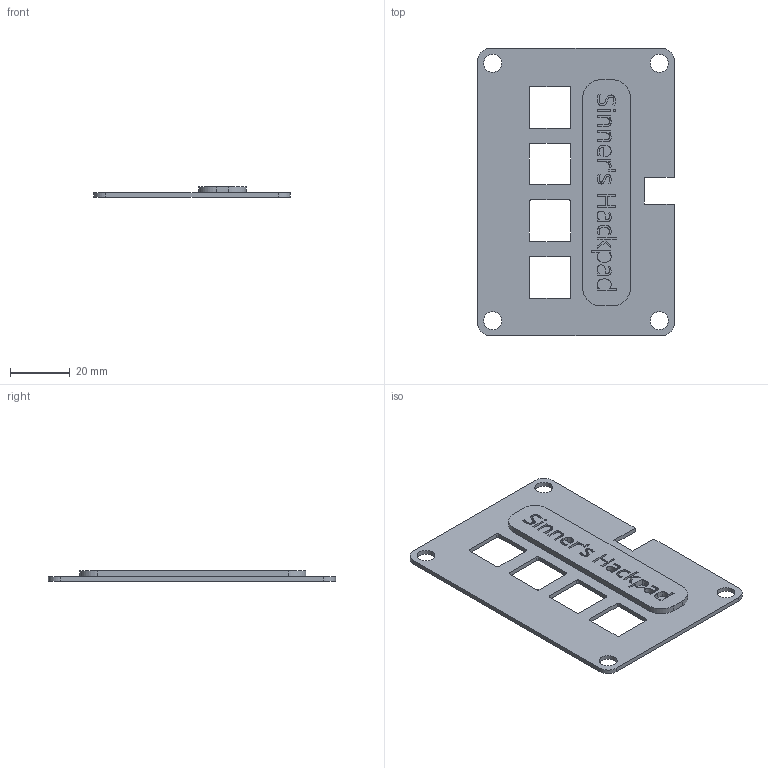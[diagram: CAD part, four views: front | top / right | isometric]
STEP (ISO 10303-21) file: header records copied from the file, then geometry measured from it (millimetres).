
FILE_DESCRIPTION(/* description */ ('STEP AP242','CAx-IF Rec.Pracs.---Representation and Presentation of Product Manufacturing Information (PMI)---4.0---2014-10-13','CAx-IF Rec.Pracs.---3D Tessellated Geometry---0.4---2014-09-14','2;1','CAx-IF Rec.Pracs.---User Defined Attributes---1.5---2016-08-15'),/* implementation_level */ '2;1');
FILE_NAME(/* name */ '691ce89fab2e66b0172598f4',/* time_stamp */ '2025-11-18T21:43:59Z',/* author */ (''),/* organization */ (''),/* preprocessor_version */ 'ST-DEVELOPER v20',/* originating_system */ 'ONSHAPE BY PTC INC, 1.206',/* authorisation */ ' ');
FILE_SCHEMA (('AP242_MANAGED_MODEL_BASED_3D_ENGINEERING_MIM_LF { 1 0 10303 442 1 1 4 }'));
Length unit declared in the file: metre
Products named in the file (1): HackpadTop
Bounding box: 66 x 96.5 x 3.5 mm (x, y, z)
Volume: 10168.4 mm3; surface area: 12646.3 mm2
Topology: 1 solids, 1 shells, 313 faces, 882 edges, 588 vertices
Faces by surface type: plane 144, bspline 111, cylinder 58
Full cylindrical faces by diameter (mm): 6 x4
Entity records: 10490 total; most frequent: CARTESIAN_POINT 3001, ORIENTED_EDGE 1756, DIRECTION 1178, EDGE_CURVE 878, VERTEX_POINT 588, LINE 540, VECTOR 540, EDGE_LOOP 350
